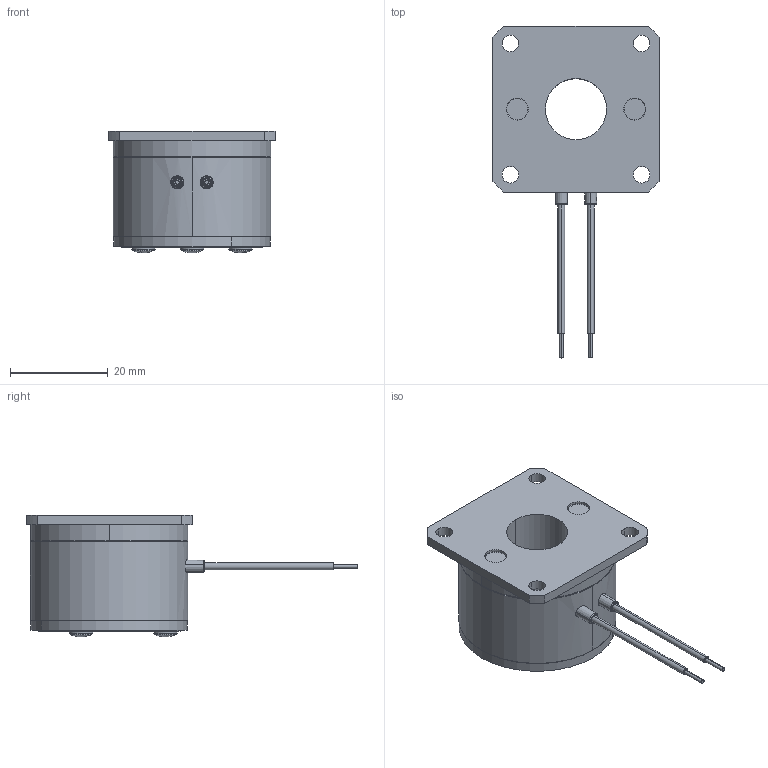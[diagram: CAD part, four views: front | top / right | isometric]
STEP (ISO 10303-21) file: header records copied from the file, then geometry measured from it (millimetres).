
FILE_DESCRIPTION (( 'STEP AP214' ), '1' );
FILE_NAME ('dr_bk_02P1-210_mu.STEP', '2024-05-27T07:17:49', ( '' ), ( '' ), 'SwSTEP 2.0', 'SolidWorks 2022', '' );
FILE_SCHEMA (( 'AUTOMOTIVE_DESIGN' ));
Length unit declared in the file: millimetre
Products named in the file (7): 10069008_000; 10068732_000_gespannt; 10069009_000; 10068729_000_genietet (1,35 mm Klemmlänge Ø2,5); dr_bk_02P1-210_mu; 10068958_000; 10068730_000
Assembly tree (10 placements, depth 3):
  dr_bk_02P1-210_mu
    10068958_000
    10069008_000
      10069009_000
      10068730_000
      10068732_000_gespannt  x3
      10068729_000_genietet (1,35 mm Klemmlänge Ø2,5)  x3
Bounding box: 34 x 67.9 x 24.95 mm (x, y, z)
Volume: 16758.2 mm3; surface area: 8282.5 mm2
Topology: 11 solids, 11 shells, 214 faces, 474 edges, 292 vertices
Faces by surface type: cylinder 112, cone 44, plane 32, torus 20, sphere 6
Entity records: 6191 total; most frequent: CARTESIAN_POINT 1086, DIRECTION 900, ORIENTED_EDGE 712, AXIS2_PLACEMENT_3D 386, EDGE_CURVE 356, VERTEX_POINT 224, EDGE_LOOP 214, CIRCLE 212
